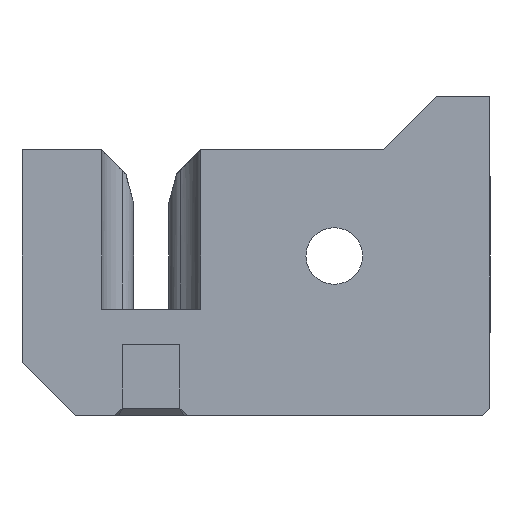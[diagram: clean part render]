
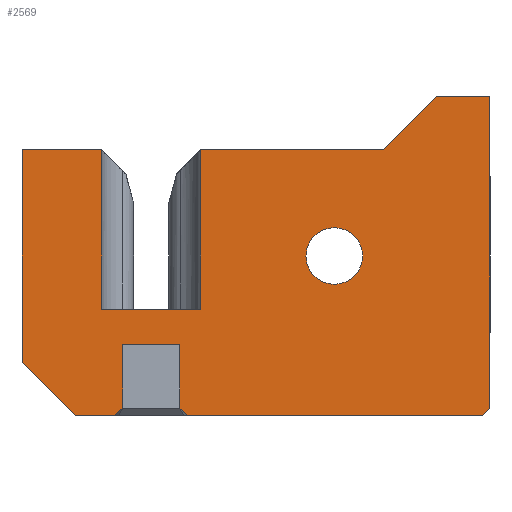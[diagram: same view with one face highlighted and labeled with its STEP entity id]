
A CAD part, left-side view. The second image highlights one B-rep face of the part: STEP entity #2569.
In plain terms, the highlighted planar face has unit normal (-1, 0, 0).
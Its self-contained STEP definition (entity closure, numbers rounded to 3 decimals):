
#41=CIRCLE('',#2722,1.6);
#44=CIRCLE('',#2725,1.6);
#84=FACE_BOUND('',#290,.T.);
#140=FACE_OUTER_BOUND('',#289,.T.);
#289=EDGE_LOOP('',(#1962,#1963,#1964,#1965,#1966,#1967,#1968,#1969,#1970,
#1971,#1972,#1973,#1974,#1975,#1976,#1977,#1978,#1979));
#290=EDGE_LOOP('',(#1980,#1981));
#460=LINE('',#3787,#788);
#471=LINE('',#3847,#799);
#474=LINE('',#3853,#802);
#475=LINE('',#3857,#803);
#481=LINE('',#3869,#809);
#524=LINE('',#3955,#852);
#525=LINE('',#3956,#853);
#526=LINE('',#3958,#854);
#527=LINE('',#3959,#855);
#528=LINE('',#3961,#856);
#529=LINE('',#3962,#857);
#530=LINE('',#3963,#858);
#531=LINE('',#3965,#859);
#532=LINE('',#3967,#860);
#533=LINE('',#3969,#861);
#534=LINE('',#3971,#862);
#535=LINE('',#3973,#863);
#536=LINE('',#3974,#864);
#788=VECTOR('',#2984,1000.);
#799=VECTOR('',#3045,1000.);
#802=VECTOR('',#3050,1000.);
#803=VECTOR('',#3053,1000.);
#809=VECTOR('',#3059,1000.);
#852=VECTOR('',#3124,1000.);
#853=VECTOR('',#3125,1000.);
#854=VECTOR('',#3126,1000.);
#855=VECTOR('',#3127,1000.);
#856=VECTOR('',#3128,1000.);
#857=VECTOR('',#3129,1000.);
#858=VECTOR('',#3130,1000.);
#859=VECTOR('',#3131,1000.);
#860=VECTOR('',#3132,1000.);
#861=VECTOR('',#3133,1000.);
#862=VECTOR('',#3134,1000.);
#863=VECTOR('',#3135,1000.);
#864=VECTOR('',#3136,1000.);
#1098=VERTEX_POINT('',#3785);
#1099=VERTEX_POINT('',#3786);
#1110=VERTEX_POINT('',#3815);
#1111=VERTEX_POINT('',#3816);
#1120=VERTEX_POINT('',#3840);
#1123=VERTEX_POINT('',#3845);
#1125=VERTEX_POINT('',#3851);
#1126=VERTEX_POINT('',#3855);
#1127=VERTEX_POINT('',#3856);
#1132=VERTEX_POINT('',#3866);
#1133=VERTEX_POINT('',#3868);
#1164=VERTEX_POINT('',#3953);
#1165=VERTEX_POINT('',#3954);
#1166=VERTEX_POINT('',#3957);
#1167=VERTEX_POINT('',#3960);
#1168=VERTEX_POINT('',#3964);
#1169=VERTEX_POINT('',#3966);
#1170=VERTEX_POINT('',#3968);
#1171=VERTEX_POINT('',#3970);
#1172=VERTEX_POINT('',#3972);
#1375=EDGE_CURVE('',#1098,#1099,#460,.T.);
#1389=EDGE_CURVE('',#1110,#1111,#41,.T.);
#1393=EDGE_CURVE('',#1111,#1110,#44,.T.);
#1404=EDGE_CURVE('',#1123,#1120,#471,.T.);
#1407=EDGE_CURVE('',#1125,#1099,#474,.T.);
#1408=EDGE_CURVE('',#1126,#1127,#475,.T.);
#1414=EDGE_CURVE('',#1132,#1133,#481,.T.);
#1457=EDGE_CURVE('',#1164,#1165,#524,.T.);
#1458=EDGE_CURVE('',#1164,#1127,#525,.T.);
#1459=EDGE_CURVE('',#1126,#1166,#526,.T.);
#1460=EDGE_CURVE('',#1120,#1166,#527,.T.);
#1461=EDGE_CURVE('',#1123,#1167,#528,.T.);
#1462=EDGE_CURVE('',#1167,#1133,#529,.T.);
#1463=EDGE_CURVE('',#1132,#1098,#530,.T.);
#1464=EDGE_CURVE('',#1125,#1168,#531,.T.);
#1465=EDGE_CURVE('',#1168,#1169,#532,.T.);
#1466=EDGE_CURVE('',#1170,#1169,#533,.T.);
#1467=EDGE_CURVE('',#1171,#1170,#534,.T.);
#1468=EDGE_CURVE('',#1171,#1172,#535,.T.);
#1469=EDGE_CURVE('',#1172,#1165,#536,.T.);
#1962=ORIENTED_EDGE('',*,*,#1457,.F.);
#1963=ORIENTED_EDGE('',*,*,#1458,.T.);
#1964=ORIENTED_EDGE('',*,*,#1408,.F.);
#1965=ORIENTED_EDGE('',*,*,#1459,.T.);
#1966=ORIENTED_EDGE('',*,*,#1460,.F.);
#1967=ORIENTED_EDGE('',*,*,#1404,.F.);
#1968=ORIENTED_EDGE('',*,*,#1461,.T.);
#1969=ORIENTED_EDGE('',*,*,#1462,.T.);
#1970=ORIENTED_EDGE('',*,*,#1414,.F.);
#1971=ORIENTED_EDGE('',*,*,#1463,.T.);
#1972=ORIENTED_EDGE('',*,*,#1375,.T.);
#1973=ORIENTED_EDGE('',*,*,#1407,.F.);
#1974=ORIENTED_EDGE('',*,*,#1464,.T.);
#1975=ORIENTED_EDGE('',*,*,#1465,.T.);
#1976=ORIENTED_EDGE('',*,*,#1466,.F.);
#1977=ORIENTED_EDGE('',*,*,#1467,.F.);
#1978=ORIENTED_EDGE('',*,*,#1468,.T.);
#1979=ORIENTED_EDGE('',*,*,#1469,.T.);
#1980=ORIENTED_EDGE('',*,*,#1389,.F.);
#1981=ORIENTED_EDGE('',*,*,#1393,.F.);
#2432=PLANE('',#2747);
#2569=ADVANCED_FACE('',(#140,#84),#2432,.F.);
#2722=AXIS2_PLACEMENT_3D('',#3817,#3014,#3015);
#2725=AXIS2_PLACEMENT_3D('',#3823,#3021,#3022);
#2747=AXIS2_PLACEMENT_3D('',#3952,#3122,#3123);
#2984=DIRECTION('',(0.,0.,1.));
#3014=DIRECTION('center_axis',(-1.,0.,0.));
#3015=DIRECTION('ref_axis',(0.,0.,
1.));
#3021=DIRECTION('center_axis',(-1.,0.,0.));
#3022=DIRECTION('ref_axis',(0.,0.,
1.));
#3045=DIRECTION('',(0.,1.,0.));
#3050=DIRECTION('',(0.,-1.,0.));
#3053=DIRECTION('',(0.,1.,0.));
#3059=DIRECTION('',(0.,1.,0.));
#3122=DIRECTION('center_axis',(1.,0.,0.));
#3123=DIRECTION('ref_axis',(0.,0.,
1.));
#3124=DIRECTION('',(0.,0.,1.));
#3125=DIRECTION('',(0.,-0.707,-0.707));
#3126=DIRECTION('',(0.,-0.756,0.655));
#3127=DIRECTION('',(0.,0.,-1.));
#3128=DIRECTION('',(0.,0.,-1.));
#3129=DIRECTION('',(0.,-0.756,-0.655));
#3130=DIRECTION('',(0.,-0.707,0.707));
#3131=DIRECTION('',(0.,0.707,-0.707));
#3132=DIRECTION('',(0.,1.,0.));
#3133=DIRECTION('',(0.,0.,1.));
#3134=DIRECTION('',(0.,-1.,0.));
#3135=DIRECTION('',(0.,0.,1.));
#3136=DIRECTION('',(0.,1.,0.));
#3785=CARTESIAN_POINT('',(3.,0.,-8.6));
#3786=CARTESIAN_POINT('',(3.,0.,9.));
#3787=CARTESIAN_POINT('',(3.,0.,-9.));
#3815=CARTESIAN_POINT('',(3.,8.8,1.6));
#3816=CARTESIAN_POINT('',(3.,8.8,-1.6));
#3817=CARTESIAN_POINT('Origin',(3.,8.8,0.));
#3823=CARTESIAN_POINT('Origin',(3.,8.8,0.));
#3840=CARTESIAN_POINT('',(3.,20.757,-5.));
#3845=CARTESIAN_POINT('',(3.,17.523,-5.));
#3847=CARTESIAN_POINT('',(3.,17.523,-5.));
#3851=CARTESIAN_POINT('',(3.,3.,9.));
#3853=CARTESIAN_POINT('',(3.,27.,9.));
#3855=CARTESIAN_POINT('',(3.,21.218,-9.));
#3856=CARTESIAN_POINT('',(3.,23.44,-9.));
#3857=CARTESIAN_POINT('',(3.,27.,-9.));
#3866=CARTESIAN_POINT('',(3.,0.4,-9.));
#3868=CARTESIAN_POINT('',(3.,17.062,-9.));
#3869=CARTESIAN_POINT('',(3.,27.,-9.));
#3952=CARTESIAN_POINT('Origin',(3.,27.,-9.));
#3953=CARTESIAN_POINT('',(3.,26.44,-6.));
#3954=CARTESIAN_POINT('',(3.,26.44,6.));
#3955=CARTESIAN_POINT('',(3.,26.44,-9.));
#3956=CARTESIAN_POINT('',(3.,23.44,-9.));
#3957=CARTESIAN_POINT('',(3.,20.757,-8.6));
#3958=CARTESIAN_POINT('',(3.,20.757,-8.6));
#3959=CARTESIAN_POINT('',(3.,20.757,-5.));
#3960=CARTESIAN_POINT('',(3.,17.523,-8.6));
#3961=CARTESIAN_POINT('',(3.,17.523,-5.));
#3962=CARTESIAN_POINT('',(3.,16.6,-9.4));
#3963=CARTESIAN_POINT('',(3.,0.4,-9.));
#3964=CARTESIAN_POINT('',(3.,6.,6.));
#3965=CARTESIAN_POINT('',(3.,24.,-12.));
#3966=CARTESIAN_POINT('',(3.,16.34,6.));
#3967=CARTESIAN_POINT('',(3.,27.,6.));
#3968=CARTESIAN_POINT('',(3.,16.34,-3.));
#3969=CARTESIAN_POINT('',(3.,16.34,-3.));
#3970=CARTESIAN_POINT('',(3.,21.94,-3.));
#3971=CARTESIAN_POINT('',(3.,21.94,-3.));
#3972=CARTESIAN_POINT('',(3.,21.94,6.));
#3973=CARTESIAN_POINT('',(3.,21.94,-3.));
#3974=CARTESIAN_POINT('',(3.,27.,6.));
